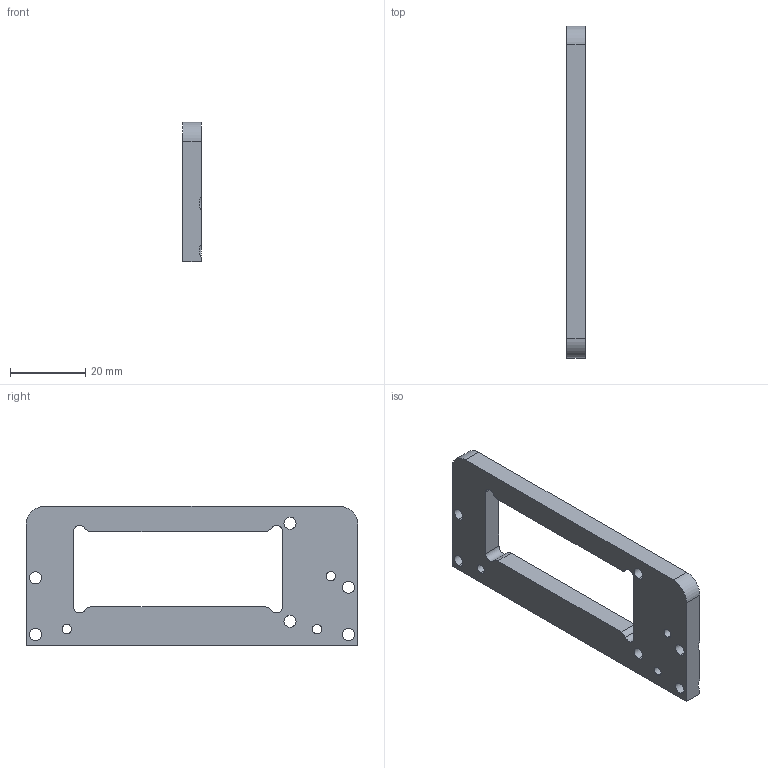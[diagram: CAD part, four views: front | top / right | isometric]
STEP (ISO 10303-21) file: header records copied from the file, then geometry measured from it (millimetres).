
FILE_DESCRIPTION (( 'STEP AP214' ), '1' );
FILE_NAME ('bracket.STEP', '2025-08-04T22:11:12', ( '' ), ( '' ), 'SwSTEP 2.0', 'SolidWorks 2025', '' );
FILE_SCHEMA (( 'AUTOMOTIVE_DESIGN' ));
Length unit declared in the file: millimetre
Products named in the file (1): bracket
Bounding box: 5 x 88 x 37 mm (x, y, z)
Volume: 10198 mm3; surface area: 6500.4 mm2
Topology: 1 solids, 1 shells, 54 faces, 159 edges, 102 vertices
Faces by surface type: cylinder 30, cone 12, plane 12
Entity records: 1947 total; most frequent: CARTESIAN_POINT 396, DIRECTION 336, ORIENTED_EDGE 318, EDGE_CURVE 159, AXIS2_PLACEMENT_3D 132, VERTEX_POINT 102, CIRCLE 77, VECTOR 72
